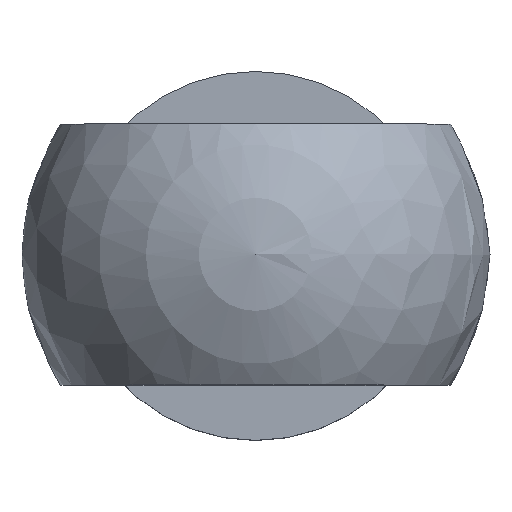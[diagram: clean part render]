
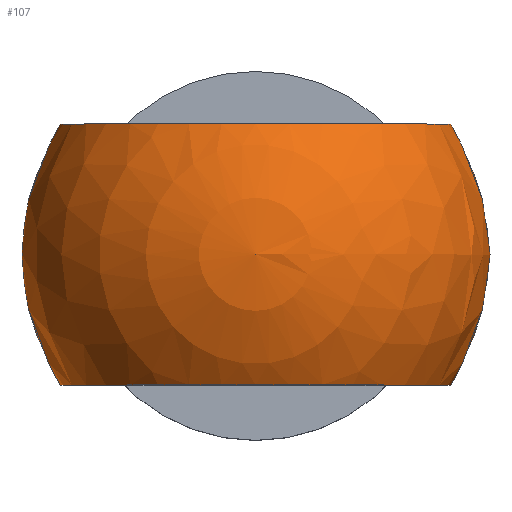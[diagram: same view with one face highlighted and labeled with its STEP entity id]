
A CAD part, top view. The second image highlights one B-rep face of the part: STEP entity #107.
In plain terms, the highlighted spherical face has radius 27 mm.
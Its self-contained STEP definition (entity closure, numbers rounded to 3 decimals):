
#44=SPHERICAL_SURFACE('',#823,27.);
#107=ADVANCED_FACE('',(#194,#195,#196,#197),#44,.T.);
#194=FACE_BOUND('',#252,.T.);
#195=FACE_BOUND('',#253,.T.);
#196=FACE_BOUND('',#254,.T.);
#197=FACE_BOUND('',#255,.T.);
#252=EDGE_LOOP('',(#357));
#253=EDGE_LOOP('',(#358));
#254=EDGE_LOOP('',(#359));
#255=EDGE_LOOP('',(#360));
#357=ORIENTED_EDGE('',*,*,#540,.F.);
#358=ORIENTED_EDGE('',*,*,#539,.F.);
#359=ORIENTED_EDGE('',*,*,#541,.F.);
#360=ORIENTED_EDGE('',*,*,#538,.F.);
#472=VERTEX_POINT('',#1350);
#473=VERTEX_POINT('',#1353);
#474=VERTEX_POINT('',#1356);
#475=VERTEX_POINT('',#1359);
#538=EDGE_CURVE('',#472,#472,#590,.T.);
#539=EDGE_CURVE('',#473,#473,#591,.T.);
#540=EDGE_CURVE('',#474,#474,#592,.T.);
#541=EDGE_CURVE('',#475,#475,#593,.T.);
#590=CIRCLE('',#816,22.45);
#591=CIRCLE('',#818,3.);
#592=CIRCLE('',#820,22.45);
#593=CIRCLE('',#822,6.);
#816=AXIS2_PLACEMENT_3D('',#1349,#956,#957);
#818=AXIS2_PLACEMENT_3D('',#1352,#960,#961);
#820=AXIS2_PLACEMENT_3D('',#1355,#964,#965);
#822=AXIS2_PLACEMENT_3D('',#1358,#968,#969);
#823=AXIS2_PLACEMENT_3D('',#1360,#970,#971);
#956=DIRECTION('',(0.,-1.,0.));
#957=DIRECTION('',(0.,0.,-1.));
#960=DIRECTION('',(0.574,0.,-0.819));
#961=DIRECTION('',(0.819,0.,0.574));
#964=DIRECTION('',(0.,1.,0.));
#965=DIRECTION('',(0.,0.,1.));
#968=DIRECTION('',(0.,0.,-1.));
#969=DIRECTION('',(1.,0.,0.));
#970=DIRECTION('',(0.,0.,1.));
#971=DIRECTION('',(1.,0.,0.));
#1349=CARTESIAN_POINT('',(0.,-15.,120.));
#1350=CARTESIAN_POINT('',(0.,-15.,97.55));
#1352=CARTESIAN_POINT('',(15.391,0.,98.02));
#1353=CARTESIAN_POINT('',(17.848,0.,99.741));
#1355=CARTESIAN_POINT('',(0.,15.,120.));
#1356=CARTESIAN_POINT('',(0.,15.,142.45));
#1358=CARTESIAN_POINT('',(0.,0.,93.675));
#1359=CARTESIAN_POINT('',(6.,0.,93.675));
#1360=CARTESIAN_POINT('',(0.,0.,120.));
